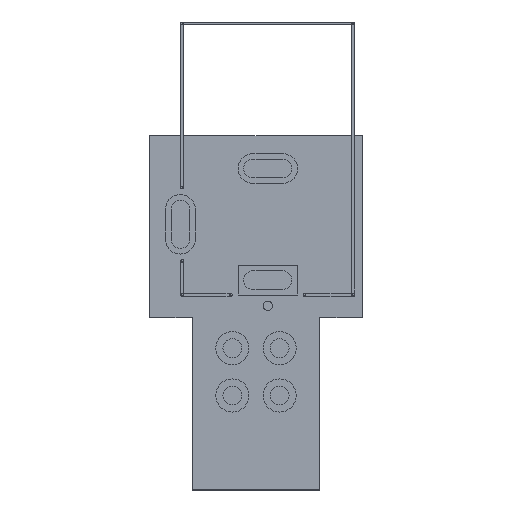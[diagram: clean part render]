
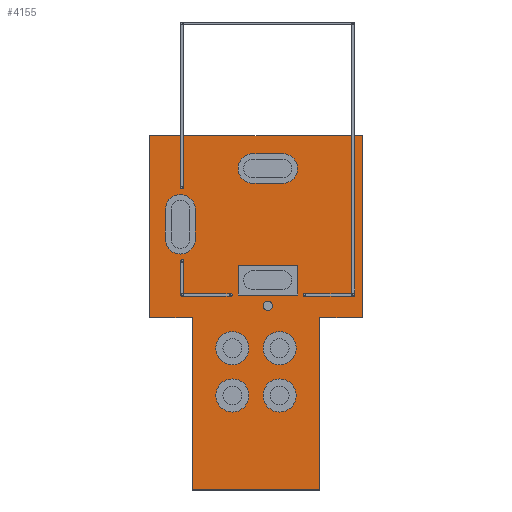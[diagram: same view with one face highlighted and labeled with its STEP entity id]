
A CAD part, top view. The second image highlights one B-rep face of the part: STEP entity #4155.
In plain terms, the highlighted planar face has unit normal (0, 0, 1).
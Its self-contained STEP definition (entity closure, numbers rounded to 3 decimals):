
#3542 = VERTEX_POINT('',#3543);
#3543 = CARTESIAN_POINT('',(2.286,0.,-0.035));
#3552 = PLANE('',#3553);
#3553 = AXIS2_PLACEMENT_3D('',#3554,#3555,#3556);
#3554 = CARTESIAN_POINT('',(2.286,0.,-0.035));
#3555 = DIRECTION('',(0.,-1.,0.));
#3556 = DIRECTION('',(1.,0.,0.));
#3564 = PLANE('',#3565);
#3565 = AXIS2_PLACEMENT_3D('',#3566,#3567,#3568);
#3566 = CARTESIAN_POINT('',(2.286,9.271,-0.035));
#3567 = DIRECTION('',(-1.,-0.,-0.));
#3568 = DIRECTION('',(0.,-1.,0.));
#3605 = VERTEX_POINT('',#3606);
#3606 = CARTESIAN_POINT('',(9.144,0.,-0.035));
#3620 = PLANE('',#3621);
#3621 = AXIS2_PLACEMENT_3D('',#3622,#3623,#3624);
#3622 = CARTESIAN_POINT('',(9.144,0.,-0.035));
#3623 = DIRECTION('',(1.,-0.,0.));
#3624 = DIRECTION('',(0.,1.,0.));
#3632 = EDGE_CURVE('',#3542,#3605,#3633,.T.);
#3633 = SURFACE_CURVE('',#3634,(#3638,#3645),.PCURVE_S1.);
#3634 = LINE('',#3635,#3636);
#3635 = CARTESIAN_POINT('',(2.286,0.,-0.035));
#3636 = VECTOR('',#3637,1.);
#3637 = DIRECTION('',(1.,0.,0.));
#3638 = PCURVE('',#3552,#3639);
#3639 = DEFINITIONAL_REPRESENTATION('',(#3640),#3644);
#3640 = LINE('',#3641,#3642);
#3641 = CARTESIAN_POINT('',(0.,0.));
#3642 = VECTOR('',#3643,1.);
#3643 = DIRECTION('',(1.,0.));
#3644 = ( GEOMETRIC_REPRESENTATION_CONTEXT(2) 
PARAMETRIC_REPRESENTATION_CONTEXT() REPRESENTATION_CONTEXT('2D SPACE',''
  ) );
#3645 = PCURVE('',#3646,#3651);
#3646 = PLANE('',#3647);
#3647 = AXIS2_PLACEMENT_3D('',#3648,#3649,#3650);
#3648 = CARTESIAN_POINT('',(5.715,10.22,-0.035));
#3649 = DIRECTION('',(0.,0.,1.));
#3650 = DIRECTION('',(1.,0.,0.));
#3651 = DEFINITIONAL_REPRESENTATION('',(#3652),#3656);
#3652 = LINE('',#3653,#3654);
#3653 = CARTESIAN_POINT('',(-3.429,-10.22));
#3654 = VECTOR('',#3655,1.);
#3655 = DIRECTION('',(1.,0.));
#3656 = ( GEOMETRIC_REPRESENTATION_CONTEXT(2) 
PARAMETRIC_REPRESENTATION_CONTEXT() REPRESENTATION_CONTEXT('2D SPACE',''
  ) );
#3686 = VERTEX_POINT('',#3687);
#3687 = CARTESIAN_POINT('',(9.144,9.271,-0.035));
#3701 = PLANE('',#3702);
#3702 = AXIS2_PLACEMENT_3D('',#3703,#3704,#3705);
#3703 = CARTESIAN_POINT('',(9.144,9.271,-0.035));
#3704 = DIRECTION('',(0.,-1.,0.));
#3705 = DIRECTION('',(1.,0.,0.));
#3713 = EDGE_CURVE('',#3605,#3686,#3714,.T.);
#3714 = SURFACE_CURVE('',#3715,(#3719,#3726),.PCURVE_S1.);
#3715 = LINE('',#3716,#3717);
#3716 = CARTESIAN_POINT('',(9.144,0.,-0.035));
#3717 = VECTOR('',#3718,1.);
#3718 = DIRECTION('',(0.,1.,0.));
#3719 = PCURVE('',#3620,#3720);
#3720 = DEFINITIONAL_REPRESENTATION('',(#3721),#3725);
#3721 = LINE('',#3722,#3723);
#3722 = CARTESIAN_POINT('',(0.,0.));
#3723 = VECTOR('',#3724,1.);
#3724 = DIRECTION('',(1.,0.));
#3725 = ( GEOMETRIC_REPRESENTATION_CONTEXT(2) 
PARAMETRIC_REPRESENTATION_CONTEXT() REPRESENTATION_CONTEXT('2D SPACE',''
  ) );
#3726 = PCURVE('',#3646,#3727);
#3727 = DEFINITIONAL_REPRESENTATION('',(#3728),#3732);
#3728 = LINE('',#3729,#3730);
#3729 = CARTESIAN_POINT('',(3.429,-10.22));
#3730 = VECTOR('',#3731,1.);
#3731 = DIRECTION('',(0.,1.));
#3732 = ( GEOMETRIC_REPRESENTATION_CONTEXT(2) 
PARAMETRIC_REPRESENTATION_CONTEXT() REPRESENTATION_CONTEXT('2D SPACE',''
  ) );
#3762 = VERTEX_POINT('',#3763);
#3763 = CARTESIAN_POINT('',(11.43,9.271,-0.035));
#3777 = PLANE('',#3778);
#3778 = AXIS2_PLACEMENT_3D('',#3779,#3780,#3781);
#3779 = CARTESIAN_POINT('',(11.43,9.271,-0.035));
#3780 = DIRECTION('',(1.,-0.,0.));
#3781 = DIRECTION('',(0.,1.,0.));
#3789 = EDGE_CURVE('',#3686,#3762,#3790,.T.);
#3790 = SURFACE_CURVE('',#3791,(#3795,#3802),.PCURVE_S1.);
#3791 = LINE('',#3792,#3793);
#3792 = CARTESIAN_POINT('',(9.144,9.271,-0.035));
#3793 = VECTOR('',#3794,1.);
#3794 = DIRECTION('',(1.,0.,0.));
#3795 = PCURVE('',#3701,#3796);
#3796 = DEFINITIONAL_REPRESENTATION('',(#3797),#3801);
#3797 = LINE('',#3798,#3799);
#3798 = CARTESIAN_POINT('',(0.,0.));
#3799 = VECTOR('',#3800,1.);
#3800 = DIRECTION('',(1.,0.));
#3801 = ( GEOMETRIC_REPRESENTATION_CONTEXT(2) 
PARAMETRIC_REPRESENTATION_CONTEXT() REPRESENTATION_CONTEXT('2D SPACE',''
  ) );
#3802 = PCURVE('',#3646,#3803);
#3803 = DEFINITIONAL_REPRESENTATION('',(#3804),#3808);
#3804 = LINE('',#3805,#3806);
#3805 = CARTESIAN_POINT('',(3.429,-0.949));
#3806 = VECTOR('',#3807,1.);
#3807 = DIRECTION('',(1.,0.));
#3808 = ( GEOMETRIC_REPRESENTATION_CONTEXT(2) 
PARAMETRIC_REPRESENTATION_CONTEXT() REPRESENTATION_CONTEXT('2D SPACE',''
  ) );
#3838 = VERTEX_POINT('',#3839);
#3839 = CARTESIAN_POINT('',(11.43,19.05,-0.035));
#3853 = PLANE('',#3854);
#3854 = AXIS2_PLACEMENT_3D('',#3855,#3856,#3857);
#3855 = CARTESIAN_POINT('',(11.43,19.05,-0.035));
#3856 = DIRECTION('',(0.,1.,0.));
#3857 = DIRECTION('',(-1.,0.,0.));
#3865 = EDGE_CURVE('',#3762,#3838,#3866,.T.);
#3866 = SURFACE_CURVE('',#3867,(#3871,#3878),.PCURVE_S1.);
#3867 = LINE('',#3868,#3869);
#3868 = CARTESIAN_POINT('',(11.43,9.271,-0.035));
#3869 = VECTOR('',#3870,1.);
#3870 = DIRECTION('',(0.,1.,0.));
#3871 = PCURVE('',#3777,#3872);
#3872 = DEFINITIONAL_REPRESENTATION('',(#3873),#3877);
#3873 = LINE('',#3874,#3875);
#3874 = CARTESIAN_POINT('',(0.,0.));
#3875 = VECTOR('',#3876,1.);
#3876 = DIRECTION('',(1.,0.));
#3877 = ( GEOMETRIC_REPRESENTATION_CONTEXT(2) 
PARAMETRIC_REPRESENTATION_CONTEXT() REPRESENTATION_CONTEXT('2D SPACE',''
  ) );
#3878 = PCURVE('',#3646,#3879);
#3879 = DEFINITIONAL_REPRESENTATION('',(#3880),#3884);
#3880 = LINE('',#3881,#3882);
#3881 = CARTESIAN_POINT('',(5.715,-0.949));
#3882 = VECTOR('',#3883,1.);
#3883 = DIRECTION('',(0.,1.));
#3884 = ( GEOMETRIC_REPRESENTATION_CONTEXT(2) 
PARAMETRIC_REPRESENTATION_CONTEXT() REPRESENTATION_CONTEXT('2D SPACE',''
  ) );
#3914 = VERTEX_POINT('',#3915);
#3915 = CARTESIAN_POINT('',(0.,19.05,-0.035));
#3929 = PLANE('',#3930);
#3930 = AXIS2_PLACEMENT_3D('',#3931,#3932,#3933);
#3931 = CARTESIAN_POINT('',(0.,19.05,-0.035));
#3932 = DIRECTION('',(-1.,-0.,-0.));
#3933 = DIRECTION('',(0.,-1.,0.));
#3941 = EDGE_CURVE('',#3838,#3914,#3942,.T.);
#3942 = SURFACE_CURVE('',#3943,(#3947,#3954),.PCURVE_S1.);
#3943 = LINE('',#3944,#3945);
#3944 = CARTESIAN_POINT('',(11.43,19.05,-0.035));
#3945 = VECTOR('',#3946,1.);
#3946 = DIRECTION('',(-1.,0.,0.));
#3947 = PCURVE('',#3853,#3948);
#3948 = DEFINITIONAL_REPRESENTATION('',(#3949),#3953);
#3949 = LINE('',#3950,#3951);
#3950 = CARTESIAN_POINT('',(0.,0.));
#3951 = VECTOR('',#3952,1.);
#3952 = DIRECTION('',(1.,0.));
#3953 = ( GEOMETRIC_REPRESENTATION_CONTEXT(2) 
PARAMETRIC_REPRESENTATION_CONTEXT() REPRESENTATION_CONTEXT('2D SPACE',''
  ) );
#3954 = PCURVE('',#3646,#3955);
#3955 = DEFINITIONAL_REPRESENTATION('',(#3956),#3960);
#3956 = LINE('',#3957,#3958);
#3957 = CARTESIAN_POINT('',(5.715,8.83));
#3958 = VECTOR('',#3959,1.);
#3959 = DIRECTION('',(-1.,0.));
#3960 = ( GEOMETRIC_REPRESENTATION_CONTEXT(2) 
PARAMETRIC_REPRESENTATION_CONTEXT() REPRESENTATION_CONTEXT('2D SPACE',''
  ) );
#3990 = VERTEX_POINT('',#3991);
#3991 = CARTESIAN_POINT('',(0.,9.271,-0.035));
#4005 = PLANE('',#4006);
#4006 = AXIS2_PLACEMENT_3D('',#4007,#4008,#4009);
#4007 = CARTESIAN_POINT('',(0.,9.271,-0.035));
#4008 = DIRECTION('',(0.,-1.,0.));
#4009 = DIRECTION('',(1.,0.,0.));
#4017 = EDGE_CURVE('',#3914,#3990,#4018,.T.);
#4018 = SURFACE_CURVE('',#4019,(#4023,#4030),.PCURVE_S1.);
#4019 = LINE('',#4020,#4021);
#4020 = CARTESIAN_POINT('',(0.,19.05,-0.035));
#4021 = VECTOR('',#4022,1.);
#4022 = DIRECTION('',(0.,-1.,0.));
#4023 = PCURVE('',#3929,#4024);
#4024 = DEFINITIONAL_REPRESENTATION('',(#4025),#4029);
#4025 = LINE('',#4026,#4027);
#4026 = CARTESIAN_POINT('',(0.,0.));
#4027 = VECTOR('',#4028,1.);
#4028 = DIRECTION('',(1.,0.));
#4029 = ( GEOMETRIC_REPRESENTATION_CONTEXT(2) 
PARAMETRIC_REPRESENTATION_CONTEXT() REPRESENTATION_CONTEXT('2D SPACE',''
  ) );
#4030 = PCURVE('',#3646,#4031);
#4031 = DEFINITIONAL_REPRESENTATION('',(#4032),#4036);
#4032 = LINE('',#4033,#4034);
#4033 = CARTESIAN_POINT('',(-5.715,8.83));
#4034 = VECTOR('',#4035,1.);
#4035 = DIRECTION('',(0.,-1.));
#4036 = ( GEOMETRIC_REPRESENTATION_CONTEXT(2) 
PARAMETRIC_REPRESENTATION_CONTEXT() REPRESENTATION_CONTEXT('2D SPACE',''
  ) );
#4066 = VERTEX_POINT('',#4067);
#4067 = CARTESIAN_POINT('',(2.286,9.271,-0.035));
#4088 = EDGE_CURVE('',#3990,#4066,#4089,.T.);
#4089 = SURFACE_CURVE('',#4090,(#4094,#4101),.PCURVE_S1.);
#4090 = LINE('',#4091,#4092);
#4091 = CARTESIAN_POINT('',(0.,9.271,-0.035));
#4092 = VECTOR('',#4093,1.);
#4093 = DIRECTION('',(1.,0.,0.));
#4094 = PCURVE('',#4005,#4095);
#4095 = DEFINITIONAL_REPRESENTATION('',(#4096),#4100);
#4096 = LINE('',#4097,#4098);
#4097 = CARTESIAN_POINT('',(0.,0.));
#4098 = VECTOR('',#4099,1.);
#4099 = DIRECTION('',(1.,0.));
#4100 = ( GEOMETRIC_REPRESENTATION_CONTEXT(2) 
PARAMETRIC_REPRESENTATION_CONTEXT() REPRESENTATION_CONTEXT('2D SPACE',''
  ) );
#4101 = PCURVE('',#3646,#4102);
#4102 = DEFINITIONAL_REPRESENTATION('',(#4103),#4107);
#4103 = LINE('',#4104,#4105);
#4104 = CARTESIAN_POINT('',(-5.715,-0.949));
#4105 = VECTOR('',#4106,1.);
#4106 = DIRECTION('',(1.,0.));
#4107 = ( GEOMETRIC_REPRESENTATION_CONTEXT(2) 
PARAMETRIC_REPRESENTATION_CONTEXT() REPRESENTATION_CONTEXT('2D SPACE',''
  ) );
#4135 = EDGE_CURVE('',#4066,#3542,#4136,.T.);
#4136 = SURFACE_CURVE('',#4137,(#4141,#4148),.PCURVE_S1.);
#4137 = LINE('',#4138,#4139);
#4138 = CARTESIAN_POINT('',(2.286,9.271,-0.035));
#4139 = VECTOR('',#4140,1.);
#4140 = DIRECTION('',(0.,-1.,0.));
#4141 = PCURVE('',#3564,#4142);
#4142 = DEFINITIONAL_REPRESENTATION('',(#4143),#4147);
#4143 = LINE('',#4144,#4145);
#4144 = CARTESIAN_POINT('',(0.,0.));
#4145 = VECTOR('',#4146,1.);
#4146 = DIRECTION('',(1.,0.));
#4147 = ( GEOMETRIC_REPRESENTATION_CONTEXT(2) 
PARAMETRIC_REPRESENTATION_CONTEXT() REPRESENTATION_CONTEXT('2D SPACE',''
  ) );
#4148 = PCURVE('',#3646,#4149);
#4149 = DEFINITIONAL_REPRESENTATION('',(#4150),#4154);
#4150 = LINE('',#4151,#4152);
#4151 = CARTESIAN_POINT('',(-3.429,-0.949));
#4152 = VECTOR('',#4153,1.);
#4153 = DIRECTION('',(0.,-1.));
#4154 = ( GEOMETRIC_REPRESENTATION_CONTEXT(2) 
PARAMETRIC_REPRESENTATION_CONTEXT() REPRESENTATION_CONTEXT('2D SPACE',''
  ) );
#4155 = ADVANCED_FACE('',(#4156),#3646,.T.);
#4156 = FACE_BOUND('',#4157,.T.);
#4157 = EDGE_LOOP('',(#4158,#4159,#4160,#4161,#4162,#4163,#4164,#4165));
#4158 = ORIENTED_EDGE('',*,*,#3632,.T.);
#4159 = ORIENTED_EDGE('',*,*,#3713,.T.);
#4160 = ORIENTED_EDGE('',*,*,#3789,.T.);
#4161 = ORIENTED_EDGE('',*,*,#3865,.T.);
#4162 = ORIENTED_EDGE('',*,*,#3941,.T.);
#4163 = ORIENTED_EDGE('',*,*,#4017,.T.);
#4164 = ORIENTED_EDGE('',*,*,#4088,.T.);
#4165 = ORIENTED_EDGE('',*,*,#4135,.T.);
